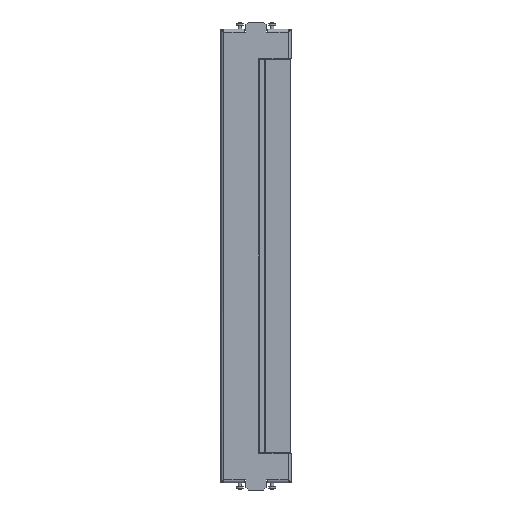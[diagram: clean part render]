
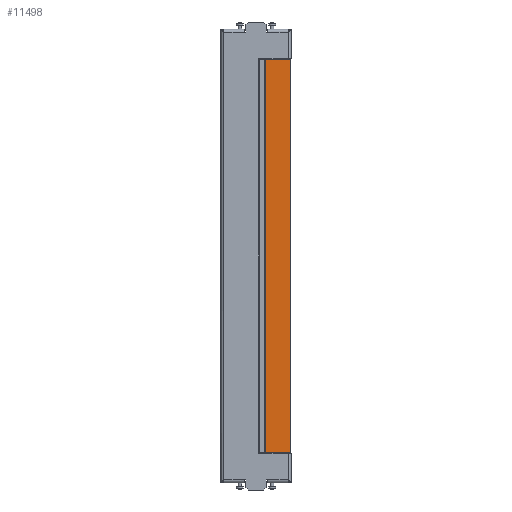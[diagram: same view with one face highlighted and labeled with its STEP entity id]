
A CAD part, left-side view. The second image highlights one B-rep face of the part: STEP entity #11498.
In plain terms, the highlighted face is planar.
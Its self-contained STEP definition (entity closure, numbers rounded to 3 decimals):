
#26 = EDGE_LOOP ( 'NONE', ( #2181, #4488, #8763, #9355 ) ) ;
#128 = DIRECTION ( 'NONE',  ( -1., 0., 0. ) ) ;
#205 = DIRECTION ( 'NONE',  ( 0., -0.044, 0.999 ) ) ;
#732 = DIRECTION ( 'NONE',  ( 0., 0.999, 0.044 ) ) ;
#1187 = CARTESIAN_POINT ( 'NONE',  ( 275., -48., -3.528 ) ) ;
#1395 = LINE ( 'NONE', #1187, #11609 ) ;
#2031 = VECTOR ( 'NONE', #11370, 1000. ) ;
#2181 = ORIENTED_EDGE ( 'NONE', *, *, #9404, .T. ) ;
#3073 = LINE ( 'NONE', #11860, #6739 ) ;
#3647 = CARTESIAN_POINT ( 'NONE',  ( 275., -48., -3.528 ) ) ;
#3864 = VERTEX_POINT ( 'NONE', #10525 ) ;
#3932 = VERTEX_POINT ( 'NONE', #5592 ) ;
#4220 = CARTESIAN_POINT ( 'NONE',  ( -275., -48., -3.528 ) ) ;
#4488 = ORIENTED_EDGE ( 'NONE', *, *, #10172, .F. ) ;
#4539 = VECTOR ( 'NONE', #732, 1000. ) ;
#4694 = LINE ( 'NONE', #3647, #4539 ) ;
#5203 = LINE ( 'NONE', #12514, #2031 ) ;
#5592 = CARTESIAN_POINT ( 'NONE',  ( 275., -48., -3.528 ) ) ;
#6125 = DIRECTION ( 'NONE',  ( 0., -0.999, -0.044 ) ) ;
#6593 = EDGE_CURVE ( 'NONE', #3932, #6645, #1395, .T. ) ;
#6645 = VERTEX_POINT ( 'NONE', #4220 ) ;
#6739 = VECTOR ( 'NONE', #128, 1000. ) ;
#7228 = CARTESIAN_POINT ( 'NONE',  ( 275., -13., -2. ) ) ;
#7740 = AXIS2_PLACEMENT_3D ( 'NONE', #11005, #205, #6125 ) ;
#7931 = VERTEX_POINT ( 'NONE', #7228 ) ;
#8746 = PLANE ( 'NONE',  #7740 ) ;
#8763 = ORIENTED_EDGE ( 'NONE', *, *, #11843, .F. ) ;
#9355 = ORIENTED_EDGE ( 'NONE', *, *, #6593, .T. ) ;
#9404 = EDGE_CURVE ( 'NONE', #6645, #3864, #5203, .T. ) ;
#10172 = EDGE_CURVE ( 'NONE', #7931, #3864, #3073, .T. ) ;
#10525 = CARTESIAN_POINT ( 'NONE',  ( -275., -13., -2. ) ) ;
#11005 = CARTESIAN_POINT ( 'NONE',  ( 275., -48., -3.528 ) ) ;
#11017 = DIRECTION ( 'NONE',  ( -1., 0., 0. ) ) ;
#11370 = DIRECTION ( 'NONE',  ( 0., 0.999, 0.044 ) ) ;
#11498 = ADVANCED_FACE ( 'NONE', ( #12017 ), #8746, .F. ) ;
#11609 = VECTOR ( 'NONE', #11017, 1000. ) ;
#11843 = EDGE_CURVE ( 'NONE', #3932, #7931, #4694, .T. ) ;
#11860 = CARTESIAN_POINT ( 'NONE',  ( 275., -13., -2. ) ) ;
#12017 = FACE_OUTER_BOUND ( 'NONE', #26, .T. ) ;
#12514 = CARTESIAN_POINT ( 'NONE',  ( -275., -48., -3.528 ) ) ;
